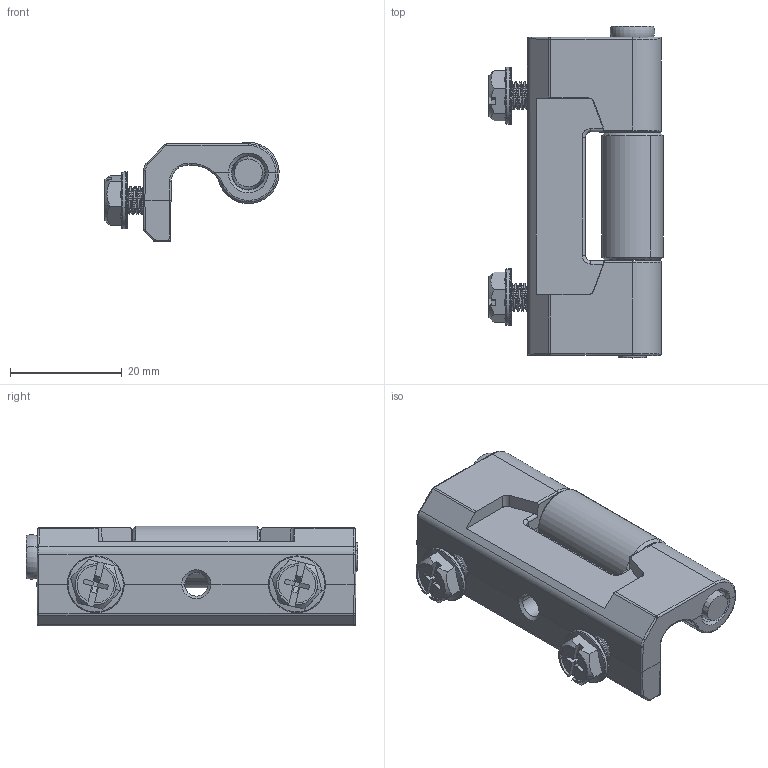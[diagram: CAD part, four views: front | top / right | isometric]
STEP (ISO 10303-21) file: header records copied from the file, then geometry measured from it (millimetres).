
FILE_DESCRIPTION (( 'STEP AP203' ), '1' );
FILE_NAME ('MG14.1.1.2.CINKO.STEP', '2022-07-29T10:47:00', ( '' ), ( '' ), 'SwSTEP 2.0', 'SolidWorks 2021', '' );
FILE_SCHEMA (( 'CONFIG_CONTROL_DESIGN' ));
Length unit declared in the file: millimetre
Products named in the file (1): MG14.1.1.2.CINKO
Bounding box: 31.13 x 59.35 x 17.79 mm (x, y, z)
Surface area: 6594.1 mm2 (no closed solid volume)
Topology: 0 solids, 6 shells, 444 faces, 1292 edges, 799 vertices
Faces by surface type: plane 169, cylinder 131, bspline 70, torus 54, cone 20
Entity records: 17637 total; most frequent: CARTESIAN_POINT 7419, ORIENTED_EDGE 2273, DIRECTION 1744, EDGE_CURVE 1292, VERTEX_POINT 799, AXIS2_PLACEMENT_3D 589, VECTOR 566, LINE 566
